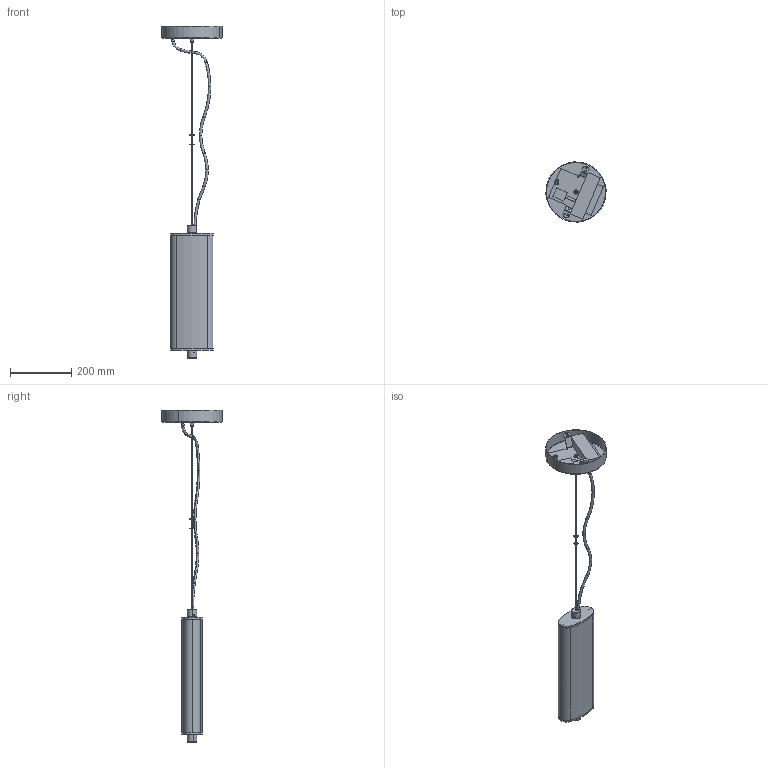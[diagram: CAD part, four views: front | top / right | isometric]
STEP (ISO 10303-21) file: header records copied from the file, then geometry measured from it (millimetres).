
FILE_DESCRIPTION (( 'STEP AP214' ), '1' );
FILE_NAME ('EX-TR-400-VERTICALE.STEP', '2023-05-03T06:05:28', ( '' ), ( '' ), 'SwSTEP 2.0', 'SolidWorks 2014', '' );
FILE_SCHEMA (( 'AUTOMOTIVE_DESIGN' ));
Length unit declared in the file: millimetre
Products named in the file (56): TU_VR_013; BLOCCACAVO STEAB ART 5069-7; steab_NIPPLO_5016_3_7; Anello_or_sil_trasp_8x1_78; GUIDOLUX__GHIERA_M10X1_M_49_10_11; EX-TR-400-VERTICALE; Scatoletta_connessione_tripol_scatoletta3_guidolux; 008PM_017; vite tc m4x8 croce; TCI_127490_DALI_2; 008PM_010; 060PXL_005; grano EI M3x4; 060PXL_020; TU_VR_003_6mm; dado M10_basso; CONO_1000_ASSIEME_ROSONE.SLDPRT; 060PXL_021; grano EI M4x4_PUNTA_CONICA; 008PM_013; 008PM_012; Tige M10 x 1 x 15; 060PXL_002; grano EI M4x8; vite_tsp_TCroce_m4x6; GUIDOLUX_MORSETTO_SOSPENSIONI_M_65_09_10
Assembly tree (31 placements, depth 3):
  TU_VR_013
  BLOCCACAVO STEAB ART 5069-7
  Anello_or_sil_trasp_8x1_78
  GUIDOLUX__GHIERA_M10X1_M_49_10_11
  EX-TR-400-VERTICALE
    grano EI M4x8
    TU_VR_003_6mm  x2
    TU_VR_013
    060PXL_020
    060PXL_002
    grano EI M3x4
    vite tc m4x8 croce  x2
    060PXL_005  x2
    grano EI M4x4_PUNTA_CONICA
    vite_tsp_TCroce_m4x6  x2
    CONO_1000_ASSIEME_ROSONE.SLDPRT
      008PM_010
      008PM_012
      008PM_013
      GUIDOLUX_MORSETTO_SOSPENSIONI_M_65_09_10
      GUIDOLUX__GHIERA_M10X1_M_49_10_11
      steab_NIPPLO_5016_3_7
      BLOCCACAVO STEAB ART 5069-7
      008PM_017
      dado M10_basso
      Tige M10 x 1 x 15
      Scatoletta_connessione_tripol_scatoletta3_guidolux
      Anello_or_sil_trasp_8x1_78  x2
      TCI_127490_DALI_2
    060PXL_021  x2
Bounding box: 196.48 x 196.48 x 1086.04 mm (x, y, z)
Volume: 1051050 mm3; surface area: 515088.8 mm2
Topology: 30 solids, 36 shells, 697 faces, 1648 edges, 1041 vertices
Faces by surface type: plane 293, cylinder 261, torus 75, cone 62, bspline 4, sphere 2
Entity records: 19466 total; most frequent: CARTESIAN_POINT 3845, DIRECTION 3194, ORIENTED_EDGE 2790, EDGE_CURVE 1395, AXIS2_PLACEMENT_3D 1240, VERTEX_POINT 885, LINE 714, VECTOR 714
